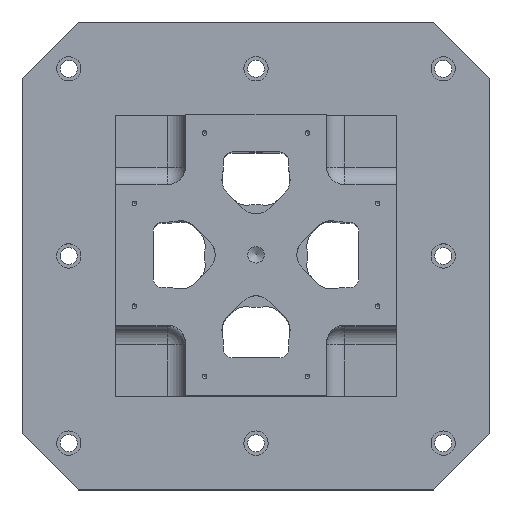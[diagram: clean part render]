
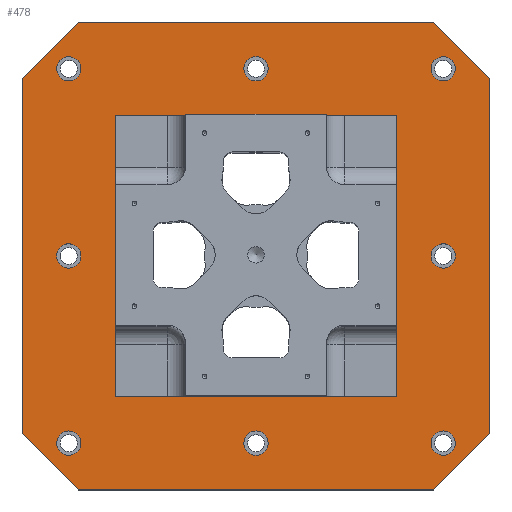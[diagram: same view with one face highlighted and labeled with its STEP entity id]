
A CAD part, top view. The second image highlights one B-rep face of the part: STEP entity #478.
In plain terms, the highlighted planar face has unit normal (0, 0, 1).
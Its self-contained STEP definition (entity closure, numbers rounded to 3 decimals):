
#478 = ADVANCED_FACE( '', ( #1661, #1662, #1663, #1664, #1665, #1666, #1667, #1668, #1669, #1670 ), #1671, .T. );
#1661 = FACE_BOUND( '', #3080, .T. );
#1662 = FACE_BOUND( '', #3081, .T. );
#1663 = FACE_BOUND( '', #3082, .T. );
#1664 = FACE_BOUND( '', #3083, .T. );
#1665 = FACE_BOUND( '', #3084, .T. );
#1666 = FACE_BOUND( '', #3085, .T. );
#1667 = FACE_BOUND( '', #3086, .T. );
#1668 = FACE_BOUND( '', #3087, .T. );
#1669 = FACE_OUTER_BOUND( '', #3088, .T. );
#1670 = FACE_BOUND( '', #3089, .T. );
#1671 = PLANE( '', #3090 );
#3080 = EDGE_LOOP( '', ( #5794 ) );
#3081 = EDGE_LOOP( '', ( #5795 ) );
#3082 = EDGE_LOOP( '', ( #5796 ) );
#3083 = EDGE_LOOP( '', ( #5797 ) );
#3084 = EDGE_LOOP( '', ( #5798 ) );
#3085 = EDGE_LOOP( '', ( #5799 ) );
#3086 = EDGE_LOOP( '', ( #5800 ) );
#3087 = EDGE_LOOP( '', ( #5801 ) );
#3088 = EDGE_LOOP( '', ( #5802, #5803, #5804, #5805, #5806, #5807, #5808, #5809 ) );
#3089 = EDGE_LOOP( '', ( #5810, #5811, #5812, #5813 ) );
#3090 = AXIS2_PLACEMENT_3D( '', #5814, #5815, #5816 );
#5794 = ORIENTED_EDGE( '', *, *, #6628, .T. );
#5795 = ORIENTED_EDGE( '', *, *, #6625, .T. );
#5796 = ORIENTED_EDGE( '', *, *, #6622, .T. );
#5797 = ORIENTED_EDGE( '', *, *, #6619, .T. );
#5798 = ORIENTED_EDGE( '', *, *, #6616, .T. );
#5799 = ORIENTED_EDGE( '', *, *, #6613, .T. );
#5800 = ORIENTED_EDGE( '', *, *, #6610, .T. );
#5801 = ORIENTED_EDGE( '', *, *, #6607, .T. );
#5802 = ORIENTED_EDGE( '', *, *, #7078, .T. );
#5803 = ORIENTED_EDGE( '', *, *, #6464, .T. );
#5804 = ORIENTED_EDGE( '', *, *, #7079, .T. );
#5805 = ORIENTED_EDGE( '', *, *, #6246, .T. );
#5806 = ORIENTED_EDGE( '', *, *, #7080, .T. );
#5807 = ORIENTED_EDGE( '', *, *, #6470, .T. );
#5808 = ORIENTED_EDGE( '', *, *, #7081, .T. );
#5809 = ORIENTED_EDGE( '', *, *, #6467, .T. );
#5810 = ORIENTED_EDGE( '', *, *, #7082, .F. );
#5811 = ORIENTED_EDGE( '', *, *, #7083, .F. );
#5812 = ORIENTED_EDGE( '', *, *, #7084, .F. );
#5813 = ORIENTED_EDGE( '', *, *, #7085, .F. );
#5814 = CARTESIAN_POINT( '', ( -250., -250., 50. ) );
#5815 = DIRECTION( '', ( 0., 0., 1. ) );
#5816 = DIRECTION( '', ( 1., 0., 0. ) );
#6246 = EDGE_CURVE( '', #7106, #7107, #7108, .F. );
#6464 = EDGE_CURVE( '', #7488, #7489, #7490, .F. );
#6467 = EDGE_CURVE( '', #7493, #7494, #7495, .F. );
#6470 = EDGE_CURVE( '', #7498, #7499, #7500, .F. );
#6607 = EDGE_CURVE( '', #7732, #7732, #7733, .T. );
#6610 = EDGE_CURVE( '', #7738, #7738, #7739, .T. );
#6613 = EDGE_CURVE( '', #7744, #7744, #7745, .T. );
#6616 = EDGE_CURVE( '', #7750, #7750, #7751, .T. );
#6619 = EDGE_CURVE( '', #7756, #7756, #7757, .T. );
#6622 = EDGE_CURVE( '', #7762, #7762, #7763, .T. );
#6625 = EDGE_CURVE( '', #7768, #7768, #7769, .T. );
#6628 = EDGE_CURVE( '', #7774, #7774, #7775, .T. );
#7078 = EDGE_CURVE( '', #7494, #7488, #8426, .T. );
#7079 = EDGE_CURVE( '', #7489, #7106, #8427, .T. );
#7080 = EDGE_CURVE( '', #7107, #7498, #8428, .T. );
#7081 = EDGE_CURVE( '', #7499, #7493, #8429, .T. );
#7082 = EDGE_CURVE( '', #8430, #8431, #8432, .T. );
#7083 = EDGE_CURVE( '', #8433, #8430, #8434, .T. );
#7084 = EDGE_CURVE( '', #8435, #8433, #8436, .T. );
#7085 = EDGE_CURVE( '', #8431, #8435, #8437, .T. );
#7106 = VERTEX_POINT( '', #8466 );
#7107 = VERTEX_POINT( '', #8467 );
#7108 = LINE( '', #8468, #8469 );
#7488 = VERTEX_POINT( '', #9216 );
#7489 = VERTEX_POINT( '', #9217 );
#7490 = LINE( '', #9218, #9219 );
#7493 = VERTEX_POINT( '', #9224 );
#7494 = VERTEX_POINT( '', #9225 );
#7495 = LINE( '', #9226, #9227 );
#7498 = VERTEX_POINT( '', #9232 );
#7499 = VERTEX_POINT( '', #9233 );
#7500 = LINE( '', #9234, #9235 );
#7732 = VERTEX_POINT( '', #9768 );
#7733 = CIRCLE( '', #9769, 13. );
#7738 = VERTEX_POINT( '', #9774 );
#7739 = CIRCLE( '', #9775, 13. );
#7744 = VERTEX_POINT( '', #9780 );
#7745 = CIRCLE( '', #9781, 13. );
#7750 = VERTEX_POINT( '', #9786 );
#7751 = CIRCLE( '', #9787, 13. );
#7756 = VERTEX_POINT( '', #9792 );
#7757 = CIRCLE( '', #9793, 13. );
#7762 = VERTEX_POINT( '', #9798 );
#7763 = CIRCLE( '', #9799, 13. );
#7768 = VERTEX_POINT( '', #9804 );
#7769 = CIRCLE( '', #9805, 13. );
#7774 = VERTEX_POINT( '', #9810 );
#7775 = CIRCLE( '', #9811, 13. );
#8426 = LINE( '', #10486, #10487 );
#8427 = LINE( '', #10488, #10489 );
#8428 = LINE( '', #10490, #10491 );
#8429 = LINE( '', #10492, #10493 );
#8430 = VERTEX_POINT( '', #10494 );
#8431 = VERTEX_POINT( '', #10495 );
#8432 = LINE( '', #10496, #10497 );
#8433 = VERTEX_POINT( '', #10498 );
#8434 = LINE( '', #10499, #10500 );
#8435 = VERTEX_POINT( '', #10501 );
#8436 = LINE( '', #10502, #10503 );
#8437 = LINE( '', #10504, #10505 );
#8466 = CARTESIAN_POINT( '', ( -250., -190., 50. ) );
#8467 = CARTESIAN_POINT( '', ( -190., -250., 50. ) );
#8468 = CARTESIAN_POINT( '', ( -220., -220., 50. ) );
#8469 = VECTOR( '', #10533, 1000. );
#9216 = CARTESIAN_POINT( '', ( -190., 250., 50. ) );
#9217 = CARTESIAN_POINT( '', ( -250., 190., 50. ) );
#9218 = CARTESIAN_POINT( '', ( -470., -30., 50. ) );
#9219 = VECTOR( '', #10913, 1000. );
#9224 = CARTESIAN_POINT( '', ( 250., 190., 50. ) );
#9225 = CARTESIAN_POINT( '', ( 190., 250., 50. ) );
#9226 = CARTESIAN_POINT( '', ( 220., 220., 50. ) );
#9227 = VECTOR( '', #10916, 1000. );
#9232 = CARTESIAN_POINT( '', ( 190., -250., 50. ) );
#9233 = CARTESIAN_POINT( '', ( 250., -190., 50. ) );
#9234 = CARTESIAN_POINT( '', ( -30., -470., 50. ) );
#9235 = VECTOR( '', #10919, 1000. );
#9768 = CARTESIAN_POINT( '', ( -200., -13., 50. ) );
#9769 = AXIS2_PLACEMENT_3D( '', #11163, #11164, #11165 );
#9774 = CARTESIAN_POINT( '', ( 0., 187., 50. ) );
#9775 = AXIS2_PLACEMENT_3D( '', #11172, #11173, #11174 );
#9780 = CARTESIAN_POINT( '', ( 200., 187., 50. ) );
#9781 = AXIS2_PLACEMENT_3D( '', #11181, #11182, #11183 );
#9786 = CARTESIAN_POINT( '', ( 200., -13., 50. ) );
#9787 = AXIS2_PLACEMENT_3D( '', #11190, #11191, #11192 );
#9792 = CARTESIAN_POINT( '', ( 200., -213., 50. ) );
#9793 = AXIS2_PLACEMENT_3D( '', #11199, #11200, #11201 );
#9798 = CARTESIAN_POINT( '', ( 0., -213., 50. ) );
#9799 = AXIS2_PLACEMENT_3D( '', #11208, #11209, #11210 );
#9804 = CARTESIAN_POINT( '', ( -200., 187., 50. ) );
#9805 = AXIS2_PLACEMENT_3D( '', #11217, #11218, #11219 );
#9810 = CARTESIAN_POINT( '', ( -200., -213., 50. ) );
#9811 = AXIS2_PLACEMENT_3D( '', #11226, #11227, #11228 );
#10486 = CARTESIAN_POINT( '', ( 250., 250., 50. ) );
#10487 = VECTOR( '', #12186, 1000. );
#10488 = CARTESIAN_POINT( '', ( -250., 250., 50. ) );
#10489 = VECTOR( '', #12187, 1000. );
#10490 = CARTESIAN_POINT( '', ( -250., -250., 50. ) );
#10491 = VECTOR( '', #12188, 1000. );
#10492 = CARTESIAN_POINT( '', ( 250., -250., 50. ) );
#10493 = VECTOR( '', #12189, 1000. );
#10494 = CARTESIAN_POINT( '', ( -150., -150., 50. ) );
#10495 = CARTESIAN_POINT( '', ( 150., -150., 50. ) );
#10496 = CARTESIAN_POINT( '', ( -150., -150., 50. ) );
#10497 = VECTOR( '', #12190, 1000. );
#10498 = CARTESIAN_POINT( '', ( -150., 150., 50. ) );
#10499 = CARTESIAN_POINT( '', ( -150., 150., 50. ) );
#10500 = VECTOR( '', #12191, 1000. );
#10501 = CARTESIAN_POINT( '', ( 150., 150., 50. ) );
#10502 = CARTESIAN_POINT( '', ( 150., 150., 50. ) );
#10503 = VECTOR( '', #12192, 1000. );
#10504 = CARTESIAN_POINT( '', ( 150., -150., 50. ) );
#10505 = VECTOR( '', #12193, 1000. );
#10533 = DIRECTION( '', ( -0.707, 0.707, 0. ) );
#10913 = DIRECTION( '', ( 0.707, 0.707, 0. ) );
#10916 = DIRECTION( '', ( 0.707, -0.707, 0. ) );
#10919 = DIRECTION( '', ( -0.707, -0.707, 0. ) );
#11163 = CARTESIAN_POINT( '', ( -200., 0., 50. ) );
#11164 = DIRECTION( '', ( 0., 0., -1. ) );
#11165 = DIRECTION( '', ( 0., -1., 0. ) );
#11172 = CARTESIAN_POINT( '', ( 0., 200., 50. ) );
#11173 = DIRECTION( '', ( 0., 0., -1. ) );
#11174 = DIRECTION( '', ( 0., -1., 0. ) );
#11181 = CARTESIAN_POINT( '', ( 200., 200., 50. ) );
#11182 = DIRECTION( '', ( 0., 0., -1. ) );
#11183 = DIRECTION( '', ( 0., -1., 0. ) );
#11190 = CARTESIAN_POINT( '', ( 200., 0., 50. ) );
#11191 = DIRECTION( '', ( 0., 0., -1. ) );
#11192 = DIRECTION( '', ( 0., -1., 0. ) );
#11199 = CARTESIAN_POINT( '', ( 200., -200., 50. ) );
#11200 = DIRECTION( '', ( 0., 0., -1. ) );
#11201 = DIRECTION( '', ( 0., -1., 0. ) );
#11208 = CARTESIAN_POINT( '', ( 0., -200., 50. ) );
#11209 = DIRECTION( '', ( 0., 0., -1. ) );
#11210 = DIRECTION( '', ( 0., -1., 0. ) );
#11217 = CARTESIAN_POINT( '', ( -200., 200., 50. ) );
#11218 = DIRECTION( '', ( 0., 0., -1. ) );
#11219 = DIRECTION( '', ( 0., -1., 0. ) );
#11226 = CARTESIAN_POINT( '', ( -200., -200., 50. ) );
#11227 = DIRECTION( '', ( 0., 0., -1. ) );
#11228 = DIRECTION( '', ( 0., -1., 0. ) );
#12186 = DIRECTION( '', ( -1., 0., 0. ) );
#12187 = DIRECTION( '', ( 0., -1., 0. ) );
#12188 = DIRECTION( '', ( 1., 0., 0. ) );
#12189 = DIRECTION( '', ( 0., 1., 0. ) );
#12190 = DIRECTION( '', ( 1., 0., 0. ) );
#12191 = DIRECTION( '', ( 0., -1., 0. ) );
#12192 = DIRECTION( '', ( -1., 0., 0. ) );
#12193 = DIRECTION( '', ( 0., 1., 0. ) );
